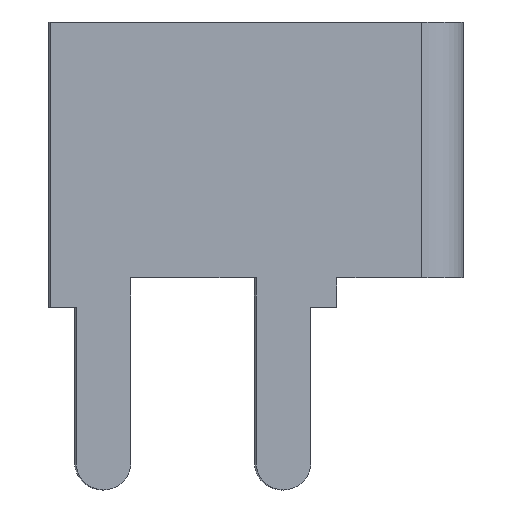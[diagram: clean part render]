
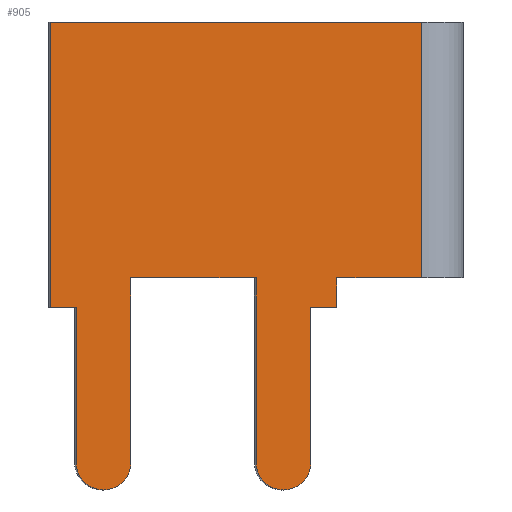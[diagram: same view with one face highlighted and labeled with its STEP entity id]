
A CAD part, left-side view. The second image highlights one B-rep face of the part: STEP entity #905.
In plain terms, the highlighted planar face has unit normal (-0.999, -0.052, 0).
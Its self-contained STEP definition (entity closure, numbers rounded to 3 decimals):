
#36=PLANE($,#981);
#64=LINE($,#1490,#161);
#66=LINE($,#1495,#163);
#91=LINE($,#1559,#188);
#106=LINE($,#1592,#203);
#107=LINE($,#1594,#204);
#108=LINE($,#1596,#205);
#109=LINE($,#1598,#206);
#110=LINE($,#1601,#207);
#111=LINE($,#1603,#208);
#112=LINE($,#1607,#209);
#113=LINE($,#1609,#210);
#114=LINE($,#1610,#211);
#161=VECTOR($,#1055,3.48);
#163=VECTOR($,#1059,2.365);
#188=VECTOR($,#1118,10.34);
#203=VECTOR($,#1147,7.925);
#204=VECTOR($,#1150,7.112);
#205=VECTOR($,#1151,0.724);
#206=VECTOR($,#1152,4.318);
#207=VECTOR($,#1155,5.131);
#208=VECTOR($,#1156,5.131);
#209=VECTOR($,#1159,4.318);
#210=VECTOR($,#1160,0.724);
#211=VECTOR($,#1161,0.813);
#298=FACE_OUTER_BOUND($,#357,.T.);
#357=EDGE_LOOP($,(#722,#723,#724,#725,#726,#727,#728,#729,#730,#731,#732,
#733,#734,#735));
#411=CIRCLE($,#982,0.762);
#412=CIRCLE($,#983,0.762);
#433=VERTEX_POINT($,#1487);
#434=VERTEX_POINT($,#1489);
#435=VERTEX_POINT($,#1493);
#436=VERTEX_POINT($,#1494);
#457=VERTEX_POINT($,#1554);
#458=VERTEX_POINT($,#1558);
#469=VERTEX_POINT($,#1590);
#470=VERTEX_POINT($,#1595);
#471=VERTEX_POINT($,#1597);
#472=VERTEX_POINT($,#1599);
#473=VERTEX_POINT($,#1602);
#474=VERTEX_POINT($,#1604);
#475=VERTEX_POINT($,#1606);
#476=VERTEX_POINT($,#1608);
#515=EDGE_CURVE($,#433,#434,#64,.T.);
#517=EDGE_CURVE($,#435,#436,#66,.T.);
#549=EDGE_CURVE($,#457,#458,#91,.T.);
#567=EDGE_CURVE($,#458,#469,#106,.T.);
#568=EDGE_CURVE($,#457,#435,#107,.T.);
#569=EDGE_CURVE($,#470,#469,#108,.T.);
#570=EDGE_CURVE($,#471,#470,#109,.T.);
#571=EDGE_CURVE($,#472,#471,#411,.T.);
#572=EDGE_CURVE($,#434,#472,#110,.T.);
#573=EDGE_CURVE($,#473,#433,#111,.T.);
#574=EDGE_CURVE($,#474,#473,#412,.T.);
#575=EDGE_CURVE($,#475,#474,#112,.T.);
#576=EDGE_CURVE($,#476,#475,#113,.T.);
#577=EDGE_CURVE($,#436,#476,#114,.T.);
#722=ORIENTED_EDGE($,*,*,#517,.F.);
#723=ORIENTED_EDGE($,*,*,#568,.F.);
#724=ORIENTED_EDGE($,*,*,#549,.T.);
#725=ORIENTED_EDGE($,*,*,#567,.T.);
#726=ORIENTED_EDGE($,*,*,#569,.F.);
#727=ORIENTED_EDGE($,*,*,#570,.F.);
#728=ORIENTED_EDGE($,*,*,#571,.F.);
#729=ORIENTED_EDGE($,*,*,#572,.F.);
#730=ORIENTED_EDGE($,*,*,#515,.F.);
#731=ORIENTED_EDGE($,*,*,#573,.F.);
#732=ORIENTED_EDGE($,*,*,#574,.F.);
#733=ORIENTED_EDGE($,*,*,#575,.F.);
#734=ORIENTED_EDGE($,*,*,#576,.F.);
#735=ORIENTED_EDGE($,*,*,#577,.F.);
#905=ADVANCED_FACE($,(#298),#36,.T.);
#981=AXIS2_PLACEMENT_3D($,#1593,#1148,#1149);
#982=AXIS2_PLACEMENT_3D($,#1600,#1153,#1154);
#983=AXIS2_PLACEMENT_3D($,#1605,#1157,#1158);
#1055=DIRECTION($,(-0.052,0.999,0.));
#1059=DIRECTION($,(-0.052,0.999,0.));
#1118=DIRECTION($,(-0.052,0.999,0.));
#1147=DIRECTION($,(0.,0.,-1.));
#1148=DIRECTION('center_axis',(-0.999,-0.052,0.));
#1149=DIRECTION('ref_axis',(0.052,-0.999,0.));
#1150=DIRECTION($,(0.,0.,-1.));
#1151=DIRECTION($,(-0.052,0.999,0.));
#1152=DIRECTION($,(0.,0.,1.));
#1153=DIRECTION('center_axis',(0.999,0.052,0.));
#1154=DIRECTION('ref_axis',(-0.052,0.999,0.));
#1155=DIRECTION($,(0.,0.,-1.));
#1156=DIRECTION($,(0.,0.,1.));
#1157=DIRECTION('center_axis',(0.999,0.052,0.));
#1158=DIRECTION('ref_axis',(0.052,-0.999,0.));
#1159=DIRECTION($,(0.,0.,-1.));
#1160=DIRECTION($,(-0.052,0.999,0.));
#1161=DIRECTION($,(0.,0.,-1.));
#1487=CARTESIAN_POINT('',(-4.407,-1.819,0.813));
#1489=CARTESIAN_POINT('',(-4.589,1.656,0.813));
#1490=CARTESIAN_POINT($,(-4.166,-6.425,0.813));
#1493=CARTESIAN_POINT('',(-4.166,-6.425,0.813));
#1494=CARTESIAN_POINT('',(-4.289,-4.063,0.813));
#1495=CARTESIAN_POINT($,(-4.166,-6.425,0.813));
#1554=CARTESIAN_POINT('',(-4.166,-6.425,7.925));
#1558=CARTESIAN_POINT('',(-4.707,3.901,7.925));
#1559=CARTESIAN_POINT($,(-4.166,-6.425,7.925));
#1590=CARTESIAN_POINT('',(-4.707,3.901,0.));
#1592=CARTESIAN_POINT($,(-4.707,3.901,7.925));
#1593=CARTESIAN_POINT('Origin',(-4.166,-6.425,7.925));
#1594=CARTESIAN_POINT($,(-4.166,-6.425,7.925));
#1595=CARTESIAN_POINT('',(-4.669,3.178,0.));
#1596=CARTESIAN_POINT($,(-4.707,3.901,0.));
#1597=CARTESIAN_POINT('',(-4.669,3.178,-4.318));
#1598=CARTESIAN_POINT($,(-4.669,3.178,0.));
#1599=CARTESIAN_POINT('',(-4.589,1.656,-4.318));
#1600=CARTESIAN_POINT('Origin',(-4.629,2.417,-4.318));
#1601=CARTESIAN_POINT($,(-4.589,1.656,-4.318));
#1602=CARTESIAN_POINT('',(-4.407,-1.819,-4.318));
#1603=CARTESIAN_POINT($,(-4.407,-1.819,-4.318));
#1604=CARTESIAN_POINT('',(-4.327,-3.341,-4.318));
#1605=CARTESIAN_POINT('Origin',(-4.367,-2.58,-4.318));
#1606=CARTESIAN_POINT('',(-4.327,-3.341,0.));
#1607=CARTESIAN_POINT($,(-4.327,-3.341,0.));
#1608=CARTESIAN_POINT('',(-4.289,-4.063,0.));
#1609=CARTESIAN_POINT($,(-4.289,-4.063,0.));
#1610=CARTESIAN_POINT($,(-4.289,-4.063,0.813));
